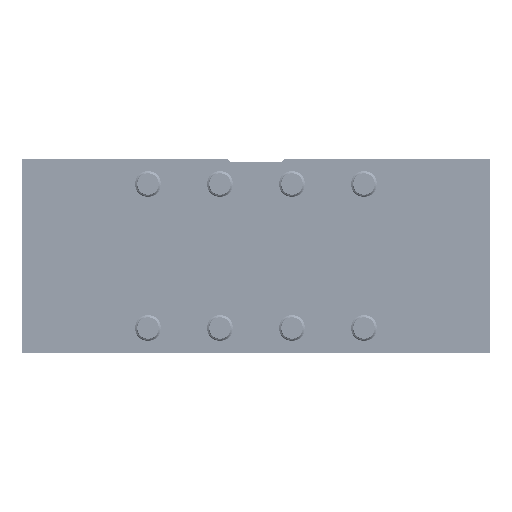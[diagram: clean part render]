
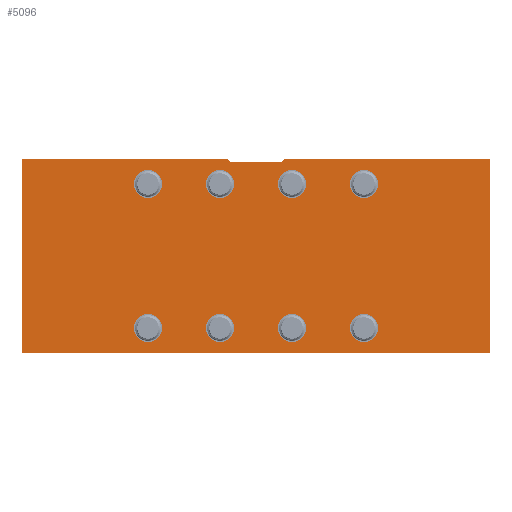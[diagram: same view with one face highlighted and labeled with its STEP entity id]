
A CAD part, front view. The second image highlights one B-rep face of the part: STEP entity #5096.
In plain terms, the highlighted planar face has unit normal (0, -1, 0).
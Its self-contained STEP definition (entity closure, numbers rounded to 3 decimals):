
#161=CARTESIAN_POINT('',(150.,2.,-100.));
#162=DIRECTION('',(0.,-1.,0.));
#163=DIRECTION('',(1.,0.,0.));
#164=AXIS2_PLACEMENT_3D('',#161,#162,#163);
#166=CARTESIAN_POINT('',(150.,2.,-100.));
#167=DIRECTION('',(0.,-1.,0.));
#168=DIRECTION('',(-1.,0.,0.));
#169=AXIS2_PLACEMENT_3D('',#166,#167,#168);
#171=CARTESIAN_POINT('',(50.,2.,-100.));
#172=DIRECTION('',(0.,-1.,0.));
#173=DIRECTION('',(1.,0.,0.));
#174=AXIS2_PLACEMENT_3D('',#171,#172,#173);
#176=CARTESIAN_POINT('',(50.,2.,-100.));
#177=DIRECTION('',(0.,-1.,0.));
#178=DIRECTION('',(-1.,0.,0.));
#179=AXIS2_PLACEMENT_3D('',#176,#177,#178);
#181=CARTESIAN_POINT('',(-50.,2.,-100.));
#182=DIRECTION('',(0.,-1.,0.));
#183=DIRECTION('',(1.,0.,0.));
#184=AXIS2_PLACEMENT_3D('',#181,#182,#183);
#186=CARTESIAN_POINT('',(-50.,2.,-100.));
#187=DIRECTION('',(0.,-1.,0.));
#188=DIRECTION('',(-1.,0.,0.));
#189=AXIS2_PLACEMENT_3D('',#186,#187,#188);
#191=CARTESIAN_POINT('',(-150.,2.,-100.));
#192=DIRECTION('',(0.,-1.,0.));
#193=DIRECTION('',(1.,0.,0.));
#194=AXIS2_PLACEMENT_3D('',#191,#192,#193);
#196=CARTESIAN_POINT('',(-150.,2.,-100.));
#197=DIRECTION('',(0.,-1.,0.));
#198=DIRECTION('',(-1.,0.,0.));
#199=AXIS2_PLACEMENT_3D('',#196,#197,#198);
#201=CARTESIAN_POINT('',(150.,2.,100.));
#202=DIRECTION('',(0.,-1.,0.));
#203=DIRECTION('',(1.,0.,0.));
#204=AXIS2_PLACEMENT_3D('',#201,#202,#203);
#206=CARTESIAN_POINT('',(150.,2.,100.));
#207=DIRECTION('',(0.,-1.,0.));
#208=DIRECTION('',(-1.,0.,0.));
#209=AXIS2_PLACEMENT_3D('',#206,#207,#208);
#211=CARTESIAN_POINT('',(50.,2.,100.));
#212=DIRECTION('',(0.,-1.,0.));
#213=DIRECTION('',(1.,0.,0.));
#214=AXIS2_PLACEMENT_3D('',#211,#212,#213);
#216=CARTESIAN_POINT('',(50.,2.,100.));
#217=DIRECTION('',(0.,-1.,0.));
#218=DIRECTION('',(-1.,0.,0.));
#219=AXIS2_PLACEMENT_3D('',#216,#217,#218);
#221=CARTESIAN_POINT('',(-50.,2.,100.));
#222=DIRECTION('',(0.,-1.,0.));
#223=DIRECTION('',(1.,0.,0.));
#224=AXIS2_PLACEMENT_3D('',#221,#222,#223);
#226=CARTESIAN_POINT('',(-50.,2.,100.));
#227=DIRECTION('',(0.,-1.,0.));
#228=DIRECTION('',(-1.,0.,0.));
#229=AXIS2_PLACEMENT_3D('',#226,#227,#228);
#231=CARTESIAN_POINT('',(-150.,2.,100.));
#232=DIRECTION('',(0.,-1.,0.));
#233=DIRECTION('',(1.,0.,0.));
#234=AXIS2_PLACEMENT_3D('',#231,#232,#233);
#236=CARTESIAN_POINT('',(-150.,2.,100.));
#237=DIRECTION('',(0.,-1.,0.));
#238=DIRECTION('',(-1.,0.,0.));
#239=AXIS2_PLACEMENT_3D('',#236,#237,#238);
#241=DIRECTION('',(-0.707,0.,0.707));
#242=VECTOR('',#241,7.071);
#243=CARTESIAN_POINT('',(-35.,2.,130.));
#244=LINE('',#243,#242);
#269=DIRECTION('',(1.,0.,0.));
#270=VECTOR('',#269,285.);
#271=CARTESIAN_POINT('',(-325.,2.,135.));
#272=LINE('',#271,#270);
#281=DIRECTION('',(1.,0.,0.));
#282=VECTOR('',#281,285.);
#283=CARTESIAN_POINT('',(40.,2.,135.));
#284=LINE('',#283,#282);
#1227=DIRECTION('',(0.,0.,1.));
#1228=VECTOR('',#1227,270.);
#1229=CARTESIAN_POINT('',(-325.,2.,-135.));
#1230=LINE('',#1229,#1228);
#1321=DIRECTION('',(-1.,0.,0.));
#1322=VECTOR('',#1321,650.);
#1323=CARTESIAN_POINT('',(325.,2.,-135.));
#1324=LINE('',#1323,#1322);
#1463=DIRECTION('',(0.,0.,-1.));
#1464=VECTOR('',#1463,270.);
#1465=CARTESIAN_POINT('',(325.,2.,135.));
#1466=LINE('',#1465,#1464);
#1497=DIRECTION('',(-0.707,0.,-0.707));
#1498=VECTOR('',#1497,7.071);
#1499=CARTESIAN_POINT('',(40.,2.,135.));
#1500=LINE('',#1499,#1498);
#1501=DIRECTION('',(-1.,0.,0.));
#1502=VECTOR('',#1501,70.);
#1503=CARTESIAN_POINT('',(35.,2.,130.));
#1504=LINE('',#1503,#1502);
#3950=CARTESIAN_POINT('',(-325.,2.,135.));
#3951=CARTESIAN_POINT('',(-40.,2.,135.));
#3952=VERTEX_POINT('',#3950);
#3953=VERTEX_POINT('',#3951);
#3954=CARTESIAN_POINT('',(325.,2.,135.));
#3955=CARTESIAN_POINT('',(325.,2.,-135.));
#3956=VERTEX_POINT('',#3954);
#3957=VERTEX_POINT('',#3955);
#3958=CARTESIAN_POINT('',(-325.,2.,-135.));
#3959=VERTEX_POINT('',#3958);
#3960=CARTESIAN_POINT('',(169.5,2.,-100.));
#3961=CARTESIAN_POINT('',(130.5,2.,-100.));
#3962=VERTEX_POINT('',#3960);
#3963=VERTEX_POINT('',#3961);
#3964=CARTESIAN_POINT('',(69.5,2.,-100.));
#3965=CARTESIAN_POINT('',(30.5,2.,-100.));
#3966=VERTEX_POINT('',#3964);
#3967=VERTEX_POINT('',#3965);
#3968=CARTESIAN_POINT('',(-30.5,2.,-100.));
#3969=CARTESIAN_POINT('',(-69.5,2.,-100.));
#3970=VERTEX_POINT('',#3968);
#3971=VERTEX_POINT('',#3969);
#3972=CARTESIAN_POINT('',(-130.5,2.,-100.));
#3973=CARTESIAN_POINT('',(-169.5,2.,-100.));
#3974=VERTEX_POINT('',#3972);
#3975=VERTEX_POINT('',#3973);
#3976=CARTESIAN_POINT('',(169.5,2.,100.));
#3977=CARTESIAN_POINT('',(130.5,2.,100.));
#3978=VERTEX_POINT('',#3976);
#3979=VERTEX_POINT('',#3977);
#3980=CARTESIAN_POINT('',(69.5,2.,100.));
#3981=CARTESIAN_POINT('',(30.5,2.,100.));
#3982=VERTEX_POINT('',#3980);
#3983=VERTEX_POINT('',#3981);
#3984=CARTESIAN_POINT('',(-30.5,2.,100.));
#3985=CARTESIAN_POINT('',(-69.5,2.,100.));
#3986=VERTEX_POINT('',#3984);
#3987=VERTEX_POINT('',#3985);
#3988=CARTESIAN_POINT('',(-130.5,2.,100.));
#3989=CARTESIAN_POINT('',(-169.5,2.,100.));
#3990=VERTEX_POINT('',#3988);
#3991=VERTEX_POINT('',#3989);
#3992=CARTESIAN_POINT('',(40.,2.,135.));
#3993=VERTEX_POINT('',#3992);
#3994=CARTESIAN_POINT('',(35.,2.,130.));
#3995=VERTEX_POINT('',#3994);
#3996=CARTESIAN_POINT('',(-35.,2.,130.));
#3997=VERTEX_POINT('',#3996);
#5026=CARTESIAN_POINT('',(390.,2.,-135.));
#5027=DIRECTION('',(0.,1.,0.));
#5028=DIRECTION('',(0.,0.,1.));
#5029=AXIS2_PLACEMENT_3D('',#5026,#5027,#5028);
#5030=PLANE('',#5029);
#5032=ORIENTED_EDGE('',*,*,#5031,.F.);
#5034=ORIENTED_EDGE('',*,*,#5033,.F.);
#5036=ORIENTED_EDGE('',*,*,#5035,.F.);
#5038=ORIENTED_EDGE('',*,*,#5037,.T.);
#5040=ORIENTED_EDGE('',*,*,#5039,.T.);
#5042=ORIENTED_EDGE('',*,*,#5041,.T.);
#5044=ORIENTED_EDGE('',*,*,#5043,.T.);
#5046=ORIENTED_EDGE('',*,*,#5045,.T.);
#5047=EDGE_LOOP('',(#5032,#5034,#5036,#5038,#5040,#5042,#5044,#5046));
#5048=FACE_OUTER_BOUND('',#5047,.F.);
#5050=ORIENTED_EDGE('',*,*,#5049,.T.);
#5051=ORIENTED_EDGE('',*,*,#5016,.T.);
#5052=EDGE_LOOP('',(#5050,#5051));
#5053=FACE_BOUND('',#5052,.F.);
#5055=ORIENTED_EDGE('',*,*,#5054,.T.);
#5057=ORIENTED_EDGE('',*,*,#5056,.T.);
#5058=EDGE_LOOP('',(#5055,#5057));
#5059=FACE_BOUND('',#5058,.F.);
#5061=ORIENTED_EDGE('',*,*,#5060,.T.);
#5063=ORIENTED_EDGE('',*,*,#5062,.T.);
#5064=EDGE_LOOP('',(#5061,#5063));
#5065=FACE_BOUND('',#5064,.F.);
#5067=ORIENTED_EDGE('',*,*,#5066,.T.);
#5069=ORIENTED_EDGE('',*,*,#5068,.T.);
#5070=EDGE_LOOP('',(#5067,#5069));
#5071=FACE_BOUND('',#5070,.F.);
#5073=ORIENTED_EDGE('',*,*,#5072,.T.);
#5075=ORIENTED_EDGE('',*,*,#5074,.T.);
#5076=EDGE_LOOP('',(#5073,#5075));
#5077=FACE_BOUND('',#5076,.F.);
#5079=ORIENTED_EDGE('',*,*,#5078,.T.);
#5081=ORIENTED_EDGE('',*,*,#5080,.T.);
#5082=EDGE_LOOP('',(#5079,#5081));
#5083=FACE_BOUND('',#5082,.F.);
#5085=ORIENTED_EDGE('',*,*,#5084,.T.);
#5087=ORIENTED_EDGE('',*,*,#5086,.T.);
#5088=EDGE_LOOP('',(#5085,#5087));
#5089=FACE_BOUND('',#5088,.F.);
#5091=ORIENTED_EDGE('',*,*,#5090,.T.);
#5093=ORIENTED_EDGE('',*,*,#5092,.T.);
#5094=EDGE_LOOP('',(#5091,#5093));
#5095=FACE_BOUND('',#5094,.F.);
#5096=ADVANCED_FACE('',(#5048,#5053,#5059,#5065,#5071,#5077,#5083,#5089,#5095),
#5030,.F.);
#165=CIRCLE('',#164,19.5);
#170=CIRCLE('',#169,19.5);
#175=CIRCLE('',#174,19.5);
#180=CIRCLE('',#179,19.5);
#185=CIRCLE('',#184,19.5);
#190=CIRCLE('',#189,19.5);
#195=CIRCLE('',#194,19.5);
#200=CIRCLE('',#199,19.5);
#205=CIRCLE('',#204,19.5);
#210=CIRCLE('',#209,19.5);
#215=CIRCLE('',#214,19.5);
#220=CIRCLE('',#219,19.5);
#225=CIRCLE('',#224,19.5);
#230=CIRCLE('',#229,19.5);
#235=CIRCLE('',#234,19.5);
#240=CIRCLE('',#239,19.5);
#5016=EDGE_CURVE('',#3963,#3962,#170,.T.);
#5031=EDGE_CURVE('',#3997,#3953,#244,.T.);
#5033=EDGE_CURVE('',#3995,#3997,#1504,.T.);
#5035=EDGE_CURVE('',#3993,#3995,#1500,.T.);
#5037=EDGE_CURVE('',#3993,#3956,#284,.T.);
#5039=EDGE_CURVE('',#3956,#3957,#1466,.T.);
#5041=EDGE_CURVE('',#3957,#3959,#1324,.T.);
#5043=EDGE_CURVE('',#3959,#3952,#1230,.T.);
#5045=EDGE_CURVE('',#3952,#3953,#272,.T.);
#5049=EDGE_CURVE('',#3962,#3963,#165,.T.);
#5054=EDGE_CURVE('',#3966,#3967,#175,.T.);
#5056=EDGE_CURVE('',#3967,#3966,#180,.T.);
#5060=EDGE_CURVE('',#3970,#3971,#185,.T.);
#5062=EDGE_CURVE('',#3971,#3970,#190,.T.);
#5066=EDGE_CURVE('',#3974,#3975,#195,.T.);
#5068=EDGE_CURVE('',#3975,#3974,#200,.T.);
#5072=EDGE_CURVE('',#3978,#3979,#205,.T.);
#5074=EDGE_CURVE('',#3979,#3978,#210,.T.);
#5078=EDGE_CURVE('',#3982,#3983,#215,.T.);
#5080=EDGE_CURVE('',#3983,#3982,#220,.T.);
#5084=EDGE_CURVE('',#3986,#3987,#225,.T.);
#5086=EDGE_CURVE('',#3987,#3986,#230,.T.);
#5090=EDGE_CURVE('',#3990,#3991,#235,.T.);
#5092=EDGE_CURVE('',#3991,#3990,#240,.T.);
